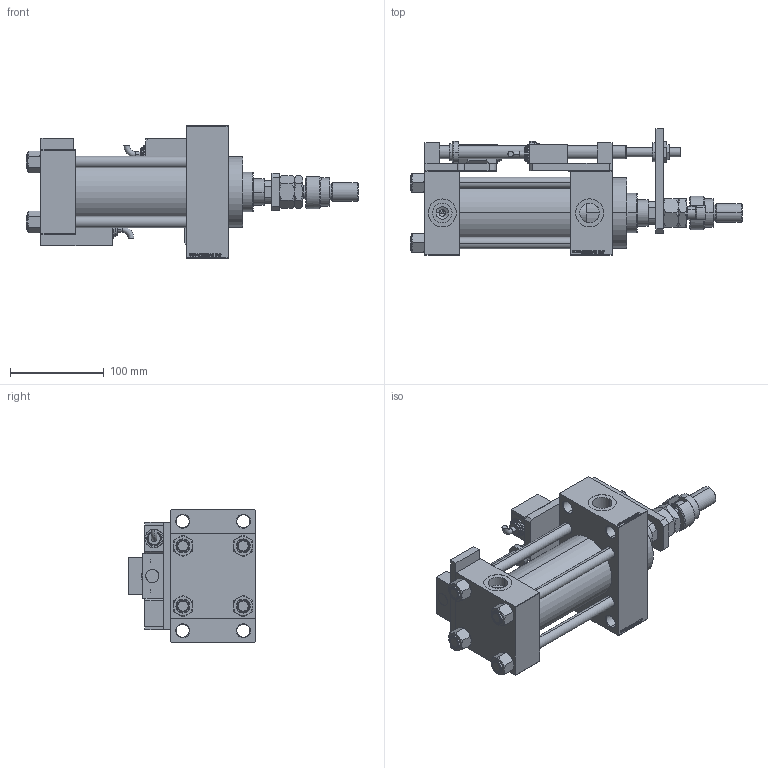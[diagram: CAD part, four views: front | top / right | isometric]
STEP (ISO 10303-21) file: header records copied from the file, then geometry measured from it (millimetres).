
FILE_DESCRIPTION (( 'STEP AP203' ), '1' );
FILE_NAME ('eb1b.STEP', '2023-04-11T12:11:41', ( '' ), ( '' ), 'SwSTEP 2.0', 'SolidWorks 2019', '' );
FILE_SCHEMA (( 'CONFIG_CONTROL_DESIGN' ));
Length unit declared in the file: millimetre
Products named in the file (20): eb1b; FEMALE_PART_FOR_DFA 2b72a52d3ab09c5dbeafaf6372cb11f7; V215CD_VC_A 2b72a52d3ab09c5dbeafaf6372cb11f7; V215CD_VCP_D 2b72a52d3ab09c5dbeafaf6372cb11f7; Zatka_pro_OIL_PORT 2b72a52d3ab09c5dbeafaf6372cb11f7; V215CD_SWITCH_Q_TYC 2b72a52d3ab09c5dbeafaf6372cb11f7; V215CD_SWITCH_Q_MAGNET 2b72a52d3ab09c5dbeafaf6372cb11f7; V215CD_SWITCH_Q_SWITCH 2b72a52d3ab09c5dbeafaf6372cb11f7; V215CD_SWITCH_Q_DIMA 2b72a52d3ab09c5dbeafaf6372cb11f7; V215CD_C_DFAS_SWITCH 2b72a52d3ab09c5dbeafaf6372cb11f7; V215CD_SWITCH_Q_NUT 2b72a52d3ab09c5dbeafaf6372cb11f7; V215CD_SWITCH_Q_ZARAZKA 2b72a52d3ab09c5dbeafaf6372cb11f7; V215CD_SWITCH_Q_PODLOZKA_BACK 2b72a52d3ab09c5dbeafaf6372cb11f7; V215CD_NUT_M5_D 2b72a52d3ab09c5dbeafaf6372cb11f7; MFA 2b72a52d3ab09c5dbeafaf6372cb11f7; V215CD_SWITCH_Q_BLOK 2b72a52d3ab09c5dbeafaf6372cb11f7; V215CD_SWITCH_Q_PODLOZKA_FRONT 2b72a52d3ab09c5dbeafaf6372cb11f7; V215CD_D_TYCINKA 2b72a52d3ab09c5dbeafaf6372cb11f7; V215CD_D_Body 2b72a52d3ab09c5dbeafaf6372cb11f7; V215CD_SWITCH_Q_NUT10 2b72a52d3ab09c5dbeafaf6372cb11f7
Assembly tree (29 placements, depth 3):
  eb1b
    V215CD_D_Body 2b72a52d3ab09c5dbeafaf6372cb11f7
    V215CD_VC_A 2b72a52d3ab09c5dbeafaf6372cb11f7
    V215CD_VCP_D 2b72a52d3ab09c5dbeafaf6372cb11f7
    V215CD_D_TYCINKA 2b72a52d3ab09c5dbeafaf6372cb11f7  x4
    V215CD_NUT_M5_D 2b72a52d3ab09c5dbeafaf6372cb11f7  x4
    V215CD_SWITCH_Q_BLOK 2b72a52d3ab09c5dbeafaf6372cb11f7  x2
    V215CD_SWITCH_Q_DIMA 2b72a52d3ab09c5dbeafaf6372cb11f7
    V215CD_SWITCH_Q_MAGNET 2b72a52d3ab09c5dbeafaf6372cb11f7  x2
    V215CD_SWITCH_Q_NUT 2b72a52d3ab09c5dbeafaf6372cb11f7
    V215CD_SWITCH_Q_NUT10 2b72a52d3ab09c5dbeafaf6372cb11f7
    V215CD_SWITCH_Q_PODLOZKA_BACK 2b72a52d3ab09c5dbeafaf6372cb11f7
    V215CD_SWITCH_Q_PODLOZKA_FRONT 2b72a52d3ab09c5dbeafaf6372cb11f7
    V215CD_SWITCH_Q_SWITCH 2b72a52d3ab09c5dbeafaf6372cb11f7  x2
    V215CD_SWITCH_Q_TYC 2b72a52d3ab09c5dbeafaf6372cb11f7
    V215CD_SWITCH_Q_ZARAZKA 2b72a52d3ab09c5dbeafaf6372cb11f7
    V215CD_C_DFAS_SWITCH 2b72a52d3ab09c5dbeafaf6372cb11f7
      FEMALE_PART_FOR_DFA 2b72a52d3ab09c5dbeafaf6372cb11f7
      MFA 2b72a52d3ab09c5dbeafaf6372cb11f7
    Zatka_pro_OIL_PORT 2b72a52d3ab09c5dbeafaf6372cb11f7  x2
Bounding box: 355 x 135 x 142 mm (x, y, z)
Volume: 1515587.4 mm3; surface area: 345270.9 mm2
Topology: 28 solids, 28 shells, 1517 faces, 3684 edges, 2359 vertices
Faces by surface type: plane 694, bspline 368, cone 235, cylinder 180, torus 40
Entity records: 57799 total; most frequent: CARTESIAN_POINT 27316, ORIENTED_EDGE 6344, DIRECTION 4637, EDGE_CURVE 3172, VERTEX_POINT 2053, VECTOR 1817, LINE 1817, EDGE_LOOP 1451
